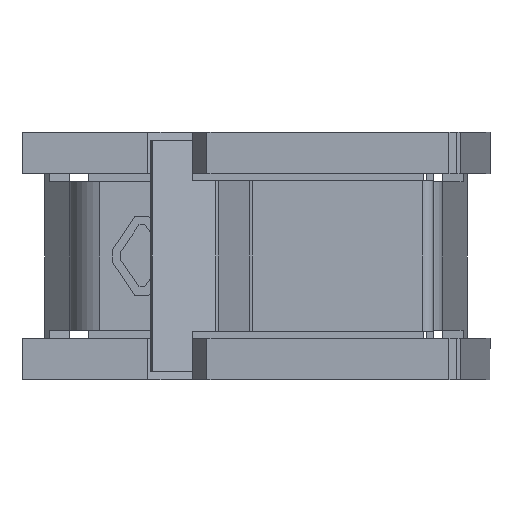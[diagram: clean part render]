
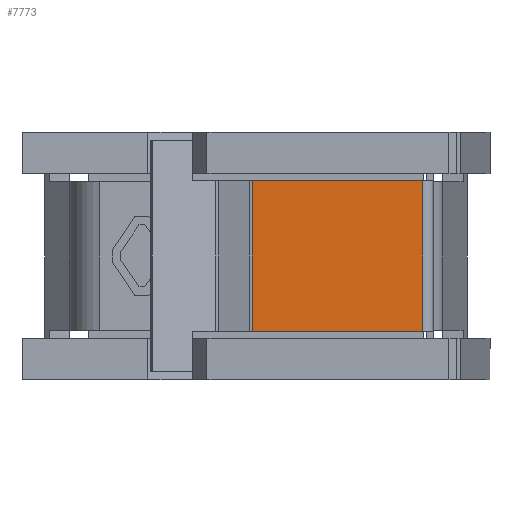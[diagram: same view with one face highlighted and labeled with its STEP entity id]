
A CAD part, front view. The second image highlights one B-rep face of the part: STEP entity #7773.
In plain terms, the highlighted planar face has unit normal (0, -1, 0).
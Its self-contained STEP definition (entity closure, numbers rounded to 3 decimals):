
#91 = LINE ( 'NONE', #95, #2760 ) ;
#95 = CARTESIAN_POINT ( 'NONE',  ( 15.357, -0.764, 9.65 ) ) ;
#98 = DIRECTION ( 'NONE',  ( 1., 0., 0. ) ) ;
#385 = CARTESIAN_POINT ( 'NONE',  ( 16.907, -0.764, 9.65 ) ) ;
#398 = CARTESIAN_POINT ( 'NONE',  ( 16.907, -0.764, 2.35 ) ) ;
#444 = CARTESIAN_POINT ( 'NONE',  ( 8.628, -0.764, 2.35 ) ) ;
#469 = CARTESIAN_POINT ( 'NONE',  ( 8.628, -0.764, 9.65 ) ) ;
#867 = DIRECTION ( 'NONE',  ( 0., 0., 1. ) ) ;
#868 = LINE ( 'NONE', #872, #2796 ) ;
#872 = CARTESIAN_POINT ( 'NONE',  ( 8.628, -0.764, 11.6 ) ) ;
#900 = LINE ( 'NONE', #909, #2691 ) ;
#909 = CARTESIAN_POINT ( 'NONE',  ( 15.357, -0.764, 2.35 ) ) ;
#913 = DIRECTION ( 'NONE',  ( -1., 0., 0. ) ) ;
#1034 = PLANE ( 'NONE',  #3055 ) ;
#1042 = DIRECTION ( 'NONE',  ( 0., 1., 0. ) ) ;
#1059 = CARTESIAN_POINT ( 'NONE',  ( 16.907, -0.764, 11.6 ) ) ;
#1062 = FACE_OUTER_BOUND ( 'NONE', #6240, .T. ) ;
#1063 = DIRECTION ( 'NONE',  ( -1., 0., 0. ) ) ;
#2691 = VECTOR ( 'NONE', #913, 1000. ) ;
#2760 = VECTOR ( 'NONE', #98, 1000. ) ;
#2796 = VECTOR ( 'NONE', #867, 1000. ) ;
#2986 = VECTOR ( 'NONE', #9387, 1000. ) ;
#3055 = AXIS2_PLACEMENT_3D ( 'NONE', #1059, #1042, #1063 ) ;
#3307 = EDGE_CURVE ( 'NONE', #4512, #5454, #900, .T. ) ;
#3367 = EDGE_CURVE ( 'NONE', #5437, #4536, #91, .T. ) ;
#4512 = VERTEX_POINT ( 'NONE', #398 ) ;
#4536 = VERTEX_POINT ( 'NONE', #385 ) ;
#4608 = ORIENTED_EDGE ( 'NONE', *, *, #3367, .F. ) ;
#4622 = ORIENTED_EDGE ( 'NONE', *, *, #3307, .F. ) ;
#4626 = ORIENTED_EDGE ( 'NONE', *, *, #7541, .F. ) ;
#4635 = ORIENTED_EDGE ( 'NONE', *, *, #7683, .F. ) ;
#5437 = VERTEX_POINT ( 'NONE', #469 ) ;
#5454 = VERTEX_POINT ( 'NONE', #444 ) ;
#6240 = EDGE_LOOP ( 'NONE', ( #4608, #4626, #4622, #4635 ) ) ;
#7541 = EDGE_CURVE ( 'NONE', #5454, #5437, #868, .T. ) ;
#7683 = EDGE_CURVE ( 'NONE', #4536, #4512, #9359, .T. ) ;
#7773 = ADVANCED_FACE ( 'NONE', ( #1062 ), #1034, .F. ) ;
#9359 = LINE ( 'NONE', #9368, #2986 ) ;
#9368 = CARTESIAN_POINT ( 'NONE',  ( 16.907, -0.764, 11.6 ) ) ;
#9387 = DIRECTION ( 'NONE',  ( 0., 0., -1. ) ) ;
